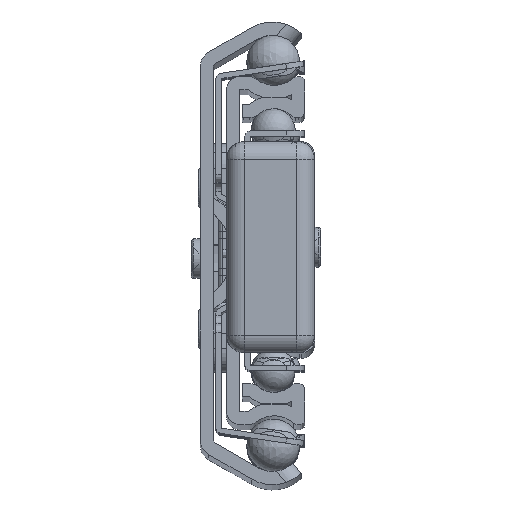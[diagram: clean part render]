
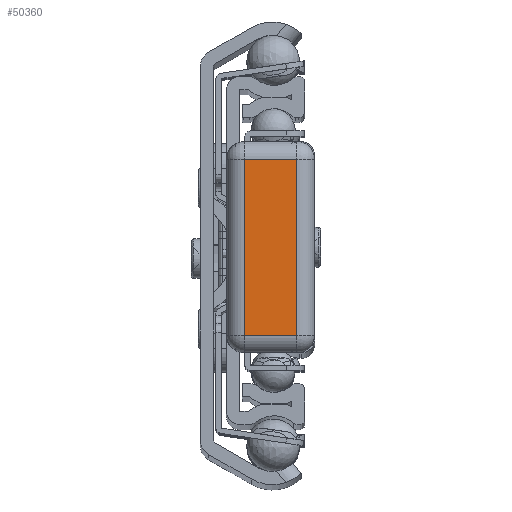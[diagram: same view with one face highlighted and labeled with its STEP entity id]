
A CAD part, top view. The second image highlights one B-rep face of the part: STEP entity #50360.
In plain terms, the highlighted planar face has unit normal (0, 0, 1).
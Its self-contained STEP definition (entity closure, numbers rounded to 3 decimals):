
#2783=PLANE('',#53625);
#4984=FACE_OUTER_BOUND('',#7634,.T.);
#7634=EDGE_LOOP('',(#34691,#34692,#34693,#34694));
#10508=LINE('',#74406,#14096);
#10510=LINE('',#74414,#14098);
#10512=LINE('',#74424,#14100);
#10514=LINE('',#74433,#14102);
#14096=VECTOR('',#59816,10.);
#14098=VECTOR('',#59824,10.);
#14100=VECTOR('',#59836,10.);
#14102=VECTOR('',#59848,10.);
#20044=VERTEX_POINT('',#74403);
#20045=VERTEX_POINT('',#74405);
#20048=VERTEX_POINT('',#74413);
#20051=VERTEX_POINT('',#74423);
#25584=EDGE_CURVE('',#20044,#20045,#10508,.T.);
#25588=EDGE_CURVE('',#20045,#20048,#10510,.T.);
#25593=EDGE_CURVE('',#20048,#20051,#10512,.T.);
#25598=EDGE_CURVE('',#20051,#20044,#10514,.T.);
#34691=ORIENTED_EDGE('',*,*,#25584,.F.);
#34692=ORIENTED_EDGE('',*,*,#25598,.F.);
#34693=ORIENTED_EDGE('',*,*,#25593,.F.);
#34694=ORIENTED_EDGE('',*,*,#25588,.F.);
#50360=ADVANCED_FACE('',(#4984),#2783,.T.);
#53625=AXIS2_PLACEMENT_3D('',#74447,#59870,#59871);
#59816=DIRECTION('',(0.,1.,0.));
#59824=DIRECTION('',(1.,0.,0.));
#59836=DIRECTION('',(0.,-1.,0.));
#59848=DIRECTION('',(-1.,0.,0.));
#59870=DIRECTION('center_axis',(0.,0.,
1.));
#59871=DIRECTION('ref_axis',(-1.,0.,0.));
#74403=CARTESIAN_POINT('',(-3.2,-10.,575.));
#74405=CARTESIAN_POINT('',(-3.2,10.,575.));
#74406=CARTESIAN_POINT('',(-3.2,-5.,575.));
#74413=CARTESIAN_POINT('',(2.8,10.,575.));
#74414=CARTESIAN_POINT('',(-1.7,10.,575.));
#74423=CARTESIAN_POINT('',(2.8,-10.,575.));
#74424=CARTESIAN_POINT('',(2.8,5.,575.));
#74433=CARTESIAN_POINT('',(1.3,-10.,575.));
#74447=CARTESIAN_POINT('Origin',(-0.2,0.,
575.));
